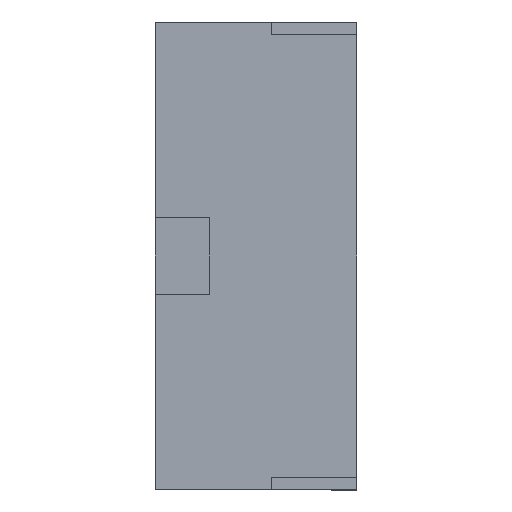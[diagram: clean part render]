
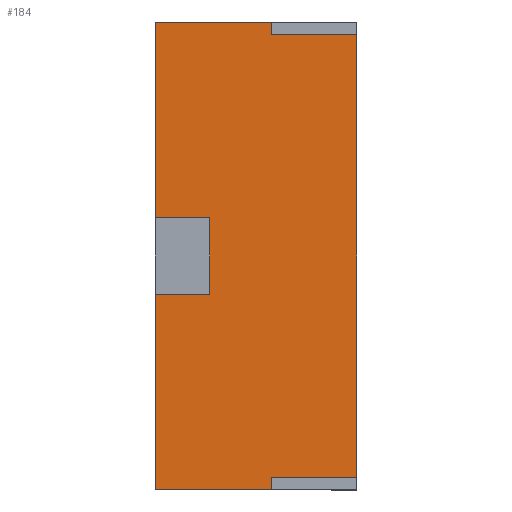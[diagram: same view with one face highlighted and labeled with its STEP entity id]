
A CAD part, left-side view. The second image highlights one B-rep face of the part: STEP entity #184.
In plain terms, the highlighted planar face has unit normal (-1, 0, 0).
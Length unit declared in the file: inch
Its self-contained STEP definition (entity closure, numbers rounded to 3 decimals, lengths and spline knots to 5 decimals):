
#145 = DIRECTION ( 'NONE',  ( 0., 0., -1. ) ) ;
#156 = DIRECTION ( 'NONE',  ( 0., -1., 0. ) ) ;
#184 = ADVANCED_FACE ( 'NONE', ( #239 ), #4205, .F. ) ;
#221 = VECTOR ( 'NONE', #2873, 39.37008 ) ;
#239 = FACE_OUTER_BOUND ( 'NONE', #5234, .T. ) ;
#246 = CARTESIAN_POINT ( 'NONE',  ( -7., 0.15633, -0.55 ) ) ;
#302 = DIRECTION ( 'NONE',  ( 0., 0., 1. ) ) ;
#303 = DIRECTION ( 'NONE',  ( 0., 0., -1. ) ) ;
#348 = DIRECTION ( 'NONE',  ( 1., 0., 0. ) ) ;
#579 = VECTOR ( 'NONE', #303, 39.37008 ) ;
#603 = CARTESIAN_POINT ( 'NONE',  ( -7., 0.15633, 0.55 ) ) ;
#687 = CARTESIAN_POINT ( 'NONE',  ( -7., 0.02838, 0.09026 ) ) ;
#795 = ORIENTED_EDGE ( 'NONE', *, *, #4622, .T. ) ;
#866 = EDGE_CURVE ( 'NONE', #4907, #996, #4541, .T. ) ;
#905 = CARTESIAN_POINT ( 'NONE',  ( -7., -0.11811, -0.55 ) ) ;
#946 = VECTOR ( 'NONE', #145, 39.37008 ) ;
#948 = CARTESIAN_POINT ( 'NONE',  ( -7., 0.02838, -0.09026 ) ) ;
#965 = CARTESIAN_POINT ( 'NONE',  ( -7., -0.11811, 0.55 ) ) ;
#996 = VERTEX_POINT ( 'NONE', #905 ) ;
#1166 = VECTOR ( 'NONE', #3616, 39.37008 ) ;
#1304 = ORIENTED_EDGE ( 'NONE', *, *, #1887, .F. ) ;
#1319 = ORIENTED_EDGE ( 'NONE', *, *, #2069, .F. ) ;
#1332 = VECTOR ( 'NONE', #4672, 39.37008 ) ;
#1405 = LINE ( 'NONE', #948, #4831 ) ;
#1445 = CARTESIAN_POINT ( 'NONE',  ( -7., 0.15633, -0.09026 ) ) ;
#1453 = VERTEX_POINT ( 'NONE', #1906 ) ;
#1471 = LINE ( 'NONE', #3202, #4849 ) ;
#1683 = ORIENTED_EDGE ( 'NONE', *, *, #1812, .T. ) ;
#1693 = VECTOR ( 'NONE', #3971, 39.37008 ) ;
#1812 = EDGE_CURVE ( 'NONE', #2626, #4335, #4851, .T. ) ;
#1877 = CARTESIAN_POINT ( 'NONE',  ( -7., -0.11811, -0.52 ) ) ;
#1887 = EDGE_CURVE ( 'NONE', #2626, #5536, #1405, .T. ) ;
#1906 = CARTESIAN_POINT ( 'NONE',  ( -7., -0.31811, -0.52 ) ) ;
#2054 = CARTESIAN_POINT ( 'NONE',  ( -7., -0.1, 0.5 ) ) ;
#2069 = EDGE_CURVE ( 'NONE', #3789, #1453, #3750, .T. ) ;
#2103 = LINE ( 'NONE', #3870, #4378 ) ;
#2140 = CARTESIAN_POINT ( 'NONE',  ( -7., 0.15633, 0.09026 ) ) ;
#2273 = EDGE_CURVE ( 'NONE', #4907, #1453, #4595, .T. ) ;
#2292 = ORIENTED_EDGE ( 'NONE', *, *, #3682, .F. ) ;
#2327 = DIRECTION ( 'NONE',  ( 0., 0., 1. ) ) ;
#2367 = ORIENTED_EDGE ( 'NONE', *, *, #5349, .F. ) ;
#2377 = ORIENTED_EDGE ( 'NONE', *, *, #5079, .T. ) ;
#2470 = CARTESIAN_POINT ( 'NONE',  ( -7., 0.15633, -0.55 ) ) ;
#2611 = VERTEX_POINT ( 'NONE', #2140 ) ;
#2626 = VERTEX_POINT ( 'NONE', #5240 ) ;
#2639 = LINE ( 'NONE', #4052, #1166 ) ;
#2664 = VERTEX_POINT ( 'NONE', #965 ) ;
#2813 = VECTOR ( 'NONE', #302, 39.37008 ) ;
#2873 = DIRECTION ( 'NONE',  ( 0., 0., -1. ) ) ;
#2927 = CARTESIAN_POINT ( 'NONE',  ( -7., 0.15633, -0.55 ) ) ;
#2932 = CARTESIAN_POINT ( 'NONE',  ( -7., -0.31811, 0. ) ) ;
#2948 = DIRECTION ( 'NONE',  ( 0., 1., 0. ) ) ;
#3129 = ORIENTED_EDGE ( 'NONE', *, *, #3692, .T. ) ;
#3158 = CARTESIAN_POINT ( 'NONE',  ( -7., -0.31811, -0.52 ) ) ;
#3202 = CARTESIAN_POINT ( 'NONE',  ( -7., -4.10031, 0.55 ) ) ;
#3252 = LINE ( 'NONE', #4649, #2813 ) ;
#3389 = LINE ( 'NONE', #687, #4094 ) ;
#3446 = CARTESIAN_POINT ( 'NONE',  ( -7., -0.31811, 0.52 ) ) ;
#3491 = VERTEX_POINT ( 'NONE', #4499 ) ;
#3499 = ORIENTED_EDGE ( 'NONE', *, *, #4154, .F. ) ;
#3616 = DIRECTION ( 'NONE',  ( 0., -1., 0. ) ) ;
#3676 = ORIENTED_EDGE ( 'NONE', *, *, #866, .F. ) ;
#3682 = EDGE_CURVE ( 'NONE', #5536, #2611, #3389, .T. ) ;
#3692 = EDGE_CURVE ( 'NONE', #4335, #4746, #5543, .T. ) ;
#3750 = LINE ( 'NONE', #2932, #579 ) ;
#3789 = VERTEX_POINT ( 'NONE', #3446 ) ;
#3801 = LINE ( 'NONE', #246, #221 ) ;
#3848 = DIRECTION ( 'NONE',  ( 0., 0., -1. ) ) ;
#3870 = CARTESIAN_POINT ( 'NONE',  ( -7., -4.10031, -0.55 ) ) ;
#3971 = DIRECTION ( 'NONE',  ( 0., 1., 0. ) ) ;
#4007 = CARTESIAN_POINT ( 'NONE',  ( -7., 0.02838, -0.09026 ) ) ;
#4052 = CARTESIAN_POINT ( 'NONE',  ( -7., -0.31811, 0.52 ) ) ;
#4094 = VECTOR ( 'NONE', #2948, 39.37008 ) ;
#4154 = EDGE_CURVE ( 'NONE', #996, #4746, #2103, .T. ) ;
#4164 = ORIENTED_EDGE ( 'NONE', *, *, #4720, .T. ) ;
#4205 = PLANE ( 'NONE',  #4450 ) ;
#4335 = VERTEX_POINT ( 'NONE', #1445 ) ;
#4378 = VECTOR ( 'NONE', #5644, 39.37008 ) ;
#4450 = AXIS2_PLACEMENT_3D ( 'NONE', #2054, #348, #3848 ) ;
#4499 = CARTESIAN_POINT ( 'NONE',  ( -7., -0.11811, 0.52 ) ) ;
#4541 = LINE ( 'NONE', #5352, #946 ) ;
#4558 = VECTOR ( 'NONE', #156, 39.37008 ) ;
#4595 = LINE ( 'NONE', #3158, #4558 ) ;
#4609 = VERTEX_POINT ( 'NONE', #603 ) ;
#4616 = CARTESIAN_POINT ( 'NONE',  ( -7., 0.02838, 0.09026 ) ) ;
#4622 = EDGE_CURVE ( 'NONE', #3491, #2664, #3252, .T. ) ;
#4649 = CARTESIAN_POINT ( 'NONE',  ( -7., -0.11811, 0.52 ) ) ;
#4672 = DIRECTION ( 'NONE',  ( 0., 0., -1. ) ) ;
#4720 = EDGE_CURVE ( 'NONE', #4609, #2611, #3801, .T. ) ;
#4746 = VERTEX_POINT ( 'NONE', #2470 ) ;
#4831 = VECTOR ( 'NONE', #2327, 39.37008 ) ;
#4849 = VECTOR ( 'NONE', #5375, 39.37008 ) ;
#4851 = LINE ( 'NONE', #4007, #1693 ) ;
#4907 = VERTEX_POINT ( 'NONE', #1877 ) ;
#5079 = EDGE_CURVE ( 'NONE', #2664, #4609, #1471, .T. ) ;
#5234 = EDGE_LOOP ( 'NONE', ( #1304, #1683, #3129, #3499, #3676, #5389, #1319, #2367, #795, #2377, #4164, #2292 ) ) ;
#5240 = CARTESIAN_POINT ( 'NONE',  ( -7., 0.02838, -0.09026 ) ) ;
#5349 = EDGE_CURVE ( 'NONE', #3491, #3789, #2639, .T. ) ;
#5352 = CARTESIAN_POINT ( 'NONE',  ( -7., -0.11811, -0.52 ) ) ;
#5375 = DIRECTION ( 'NONE',  ( 0., 1., 0. ) ) ;
#5389 = ORIENTED_EDGE ( 'NONE', *, *, #2273, .T. ) ;
#5536 = VERTEX_POINT ( 'NONE', #4616 ) ;
#5543 = LINE ( 'NONE', #2927, #1332 ) ;
#5644 = DIRECTION ( 'NONE',  ( 0., 1., 0. ) ) ;
